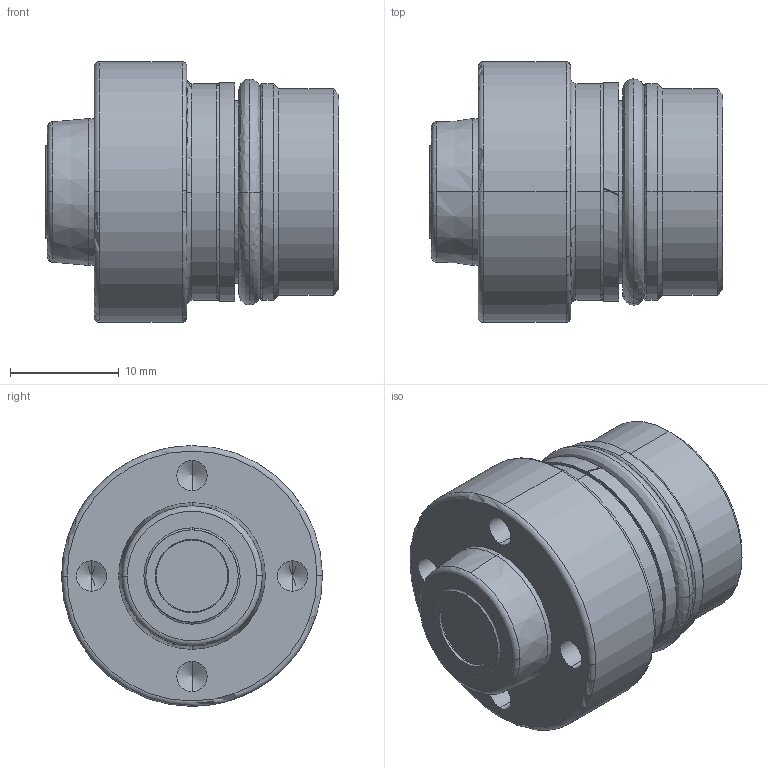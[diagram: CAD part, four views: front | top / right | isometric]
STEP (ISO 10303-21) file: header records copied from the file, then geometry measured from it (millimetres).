
FILE_DESCRIPTION((''),'2;1');
FILE_NAME('ILC56112500','2016-09-06T',('twa'),(''),'PRO/ENGINEER BY PARAMETRIC TECHNOLOGY CORPORATION, 2013320','PRO/ENGINEER BY PARAMETRIC TECHNOLOGY CORPORATION, 2013320','');
FILE_SCHEMA(('CONFIG_CONTROL_DESIGN'));
Length unit declared in the file: inch
Products named in the file (1): ILC56112500
Bounding box: 27 x 24 x 24 mm (x, y, z)
Volume: 8500.3 mm3; surface area: 3340.8 mm2
Topology: 2 solids, 2 shells, 80 faces, 208 edges, 132 vertices
Faces by surface type: cylinder 28, torus 18, cone 16, plane 14, bspline 4
Entity records: 2661 total; most frequent: CARTESIAN_POINT 604, DIRECTION 475, ORIENTED_EDGE 400, AXIS2_PLACEMENT_3D 211, EDGE_CURVE 200, CIRCLE 135, VERTEX_POINT 132, EDGE_LOOP 90
